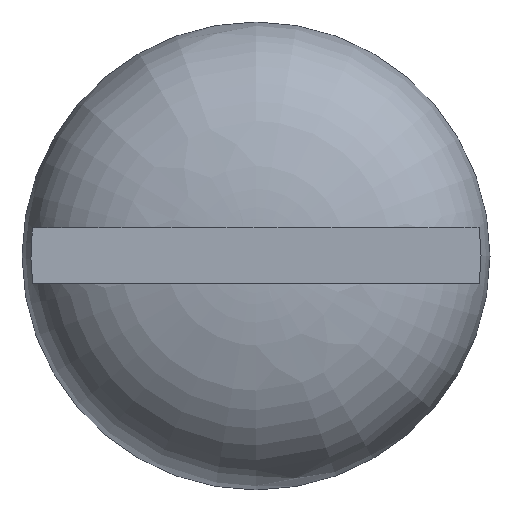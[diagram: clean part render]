
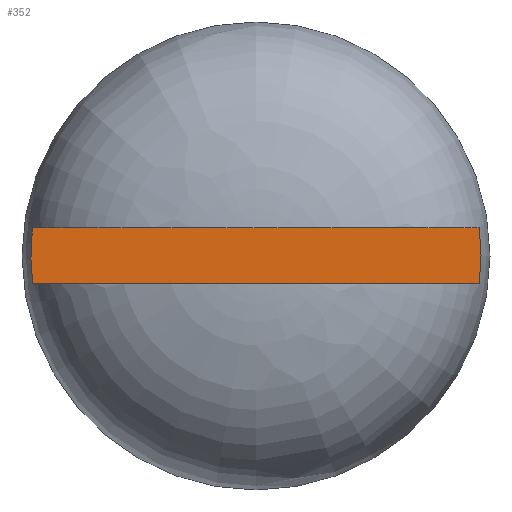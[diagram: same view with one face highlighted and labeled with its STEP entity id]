
A CAD part, top view. The second image highlights one B-rep face of the part: STEP entity #352.
In plain terms, the highlighted planar face has unit normal (0, 0, 1).
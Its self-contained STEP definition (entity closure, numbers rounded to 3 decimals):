
#21 = EDGE_CURVE('',#22,#24,#26,.T.);
#22 = VERTEX_POINT('',#23);
#23 = CARTESIAN_POINT('',(2.404,0.,0.6));
#24 = VERTEX_POINT('',#25);
#25 = CARTESIAN_POINT('',(2.386,-0.3,0.6));
#26 = B_SPLINE_CURVE_WITH_KNOTS('',4,(#27,#28,#29,#30,#31),
  .UNSPECIFIED.,.F.,.F.,(5,5),(0.,1.),.PIECEWISE_BEZIER_KNOTS.);
#27 = CARTESIAN_POINT('',(2.404,0.,0.6));
#28 = CARTESIAN_POINT('',(2.404,-0.075,0.6));
#29 = CARTESIAN_POINT('',(2.401,-0.15,0.6));
#30 = CARTESIAN_POINT('',(2.395,-0.225,0.6));
#31 = CARTESIAN_POINT('',(2.386,-0.3,0.6));
#49 = EDGE_CURVE('',#50,#22,#52,.T.);
#50 = VERTEX_POINT('',#51);
#51 = CARTESIAN_POINT('',(2.386,0.3,0.6));
#52 = B_SPLINE_CURVE_WITH_KNOTS('',4,(#53,#54,#55,#56,#57),
  .UNSPECIFIED.,.F.,.F.,(5,5),(0.,1.),.PIECEWISE_BEZIER_KNOTS.);
#53 = CARTESIAN_POINT('',(2.386,0.3,0.6));
#54 = CARTESIAN_POINT('',(2.395,0.225,0.6));
#55 = CARTESIAN_POINT('',(2.401,0.15,0.6));
#56 = CARTESIAN_POINT('',(2.404,0.075,0.6));
#57 = CARTESIAN_POINT('',(2.404,0.,0.6));
#60 = VERTEX_POINT('',#61);
#61 = CARTESIAN_POINT('',(-2.386,0.3,0.6));
#198 = EDGE_CURVE('',#199,#60,#201,.T.);
#199 = VERTEX_POINT('',#200);
#200 = CARTESIAN_POINT('',(-2.386,-0.3,0.6));
#201 = B_SPLINE_CURVE_WITH_KNOTS('',4,(#202,#203,#204,#205,#206),
  .UNSPECIFIED.,.F.,.F.,(5,5),(0.,1.),.PIECEWISE_BEZIER_KNOTS.);
#202 = CARTESIAN_POINT('',(-2.386,-0.3,0.6));
#203 = CARTESIAN_POINT('',(-2.404,-0.151,0.6));
#204 = CARTESIAN_POINT('',(-2.411,0.,0.6));
#205 = CARTESIAN_POINT('',(-2.404,0.151,0.6));
#206 = CARTESIAN_POINT('',(-2.386,0.3,0.6));
#352 = ADVANCED_FACE('',(#353),#370,.T.);
#353 = FACE_BOUND('',#354,.T.);
#354 = EDGE_LOOP('',(#355,#361,#362,#368,#369));
#355 = ORIENTED_EDGE('',*,*,#356,.F.);
#356 = EDGE_CURVE('',#60,#50,#357,.T.);
#357 = LINE('',#358,#359);
#358 = CARTESIAN_POINT('',(-2.5,0.3,0.6));
#359 = VECTOR('',#360,1.);
#360 = DIRECTION('',(1.,0.,-0.));
#361 = ORIENTED_EDGE('',*,*,#198,.F.);
#362 = ORIENTED_EDGE('',*,*,#363,.T.);
#363 = EDGE_CURVE('',#199,#24,#364,.T.);
#364 = LINE('',#365,#366);
#365 = CARTESIAN_POINT('',(-2.5,-0.3,0.6));
#366 = VECTOR('',#367,1.);
#367 = DIRECTION('',(1.,0.,-0.));
#368 = ORIENTED_EDGE('',*,*,#21,.F.);
#369 = ORIENTED_EDGE('',*,*,#49,.F.);
#370 = PLANE('',#371);
#371 = AXIS2_PLACEMENT_3D('',#372,#373,#374);
#372 = CARTESIAN_POINT('',(-2.5,-0.3,0.6));
#373 = DIRECTION('',(0.,0.,1.));
#374 = DIRECTION('',(1.,0.,-0.));
